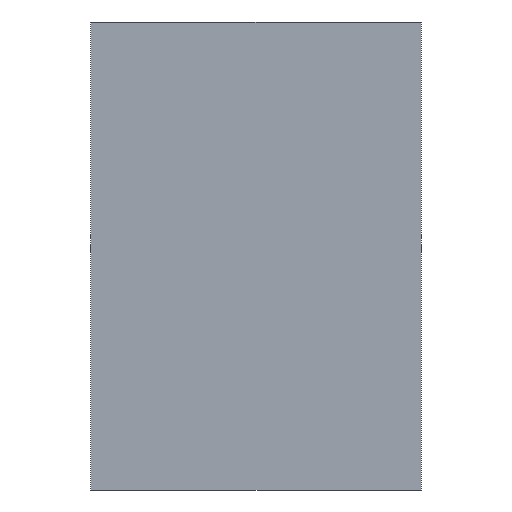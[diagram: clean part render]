
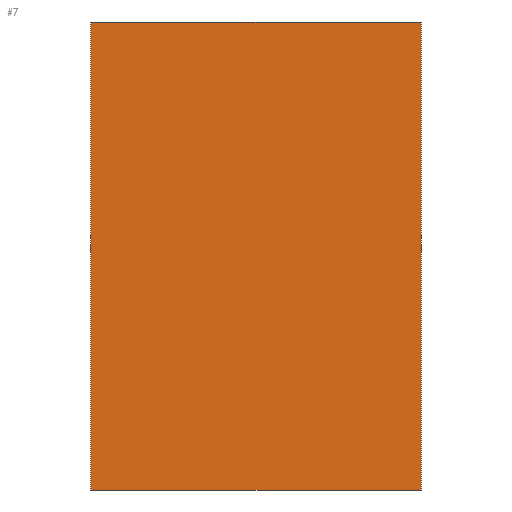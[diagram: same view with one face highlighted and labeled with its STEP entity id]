
A CAD part, front view. The second image highlights one B-rep face of the part: STEP entity #7.
In plain terms, the highlighted planar face has unit normal (0, -1, 0).
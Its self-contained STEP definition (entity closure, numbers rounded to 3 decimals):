
#1 = ORIENTED_EDGE ( 'NONE', *, *, #120, .F. ) ;
#4 = DIRECTION ( 'NONE',  ( 0., -1., 0. ) ) ;
#5 = PLANE ( 'NONE',  #21 ) ;
#7 = ADVANCED_FACE ( 'NONE', ( #146 ), #5, .T. ) ;
#9 = EDGE_CURVE ( 'NONE', #95, #94, #18, .T. ) ;
#18 = LINE ( 'NONE', #66, #198 ) ;
#19 = LINE ( 'NONE', #53, #39 ) ;
#21 = AXIS2_PLACEMENT_3D ( 'NONE', #147, #4, #84 ) ;
#27 = DIRECTION ( 'NONE',  ( 1., 0., 0. ) ) ;
#39 = VECTOR ( 'NONE', #27, 1000. ) ;
#53 = CARTESIAN_POINT ( 'NONE',  ( 40.076, 0., 212.84 ) ) ;
#60 = VECTOR ( 'NONE', #110, 1000. ) ;
#62 = EDGE_LOOP ( 'NONE', ( #111, #171, #155, #1 ) ) ;
#66 = CARTESIAN_POINT ( 'NONE',  ( -169.924, 0., 212.84 ) ) ;
#84 = DIRECTION ( 'NONE',  ( 0., 0., -1. ) ) ;
#85 = CARTESIAN_POINT ( 'NONE',  ( 40.076, 0., -84.16 ) ) ;
#87 = CARTESIAN_POINT ( 'NONE',  ( 40.076, 0., -84.16 ) ) ;
#88 = EDGE_CURVE ( 'NONE', #142, #141, #143, .T. ) ;
#94 = VERTEX_POINT ( 'NONE', #112 ) ;
#95 = VERTEX_POINT ( 'NONE', #135 ) ;
#105 = VECTOR ( 'NONE', #148, 1000. ) ;
#110 = DIRECTION ( 'NONE',  ( 0., 0., -1. ) ) ;
#111 = ORIENTED_EDGE ( 'NONE', *, *, #9, .F. ) ;
#112 = CARTESIAN_POINT ( 'NONE',  ( -169.924, 0., 212.84 ) ) ;
#120 = EDGE_CURVE ( 'NONE', #94, #142, #19, .T. ) ;
#123 = LINE ( 'NONE', #182, #105 ) ;
#135 = CARTESIAN_POINT ( 'NONE',  ( -169.924, 0., -84.16 ) ) ;
#141 = VERTEX_POINT ( 'NONE', #87 ) ;
#142 = VERTEX_POINT ( 'NONE', #202 ) ;
#143 = LINE ( 'NONE', #85, #60 ) ;
#146 = FACE_OUTER_BOUND ( 'NONE', #62, .T. ) ;
#147 = CARTESIAN_POINT ( 'NONE',  ( 0., 0., 0. ) ) ;
#148 = DIRECTION ( 'NONE',  ( -1., 0., 0. ) ) ;
#155 = ORIENTED_EDGE ( 'NONE', *, *, #88, .F. ) ;
#163 = EDGE_CURVE ( 'NONE', #141, #95, #123, .T. ) ;
#171 = ORIENTED_EDGE ( 'NONE', *, *, #163, .F. ) ;
#177 = DIRECTION ( 'NONE',  ( 0., 0., 1. ) ) ;
#182 = CARTESIAN_POINT ( 'NONE',  ( -153.893, 0., -84.16 ) ) ;
#198 = VECTOR ( 'NONE', #177, 1000. ) ;
#202 = CARTESIAN_POINT ( 'NONE',  ( 40.076, 0., 212.84 ) ) ;
